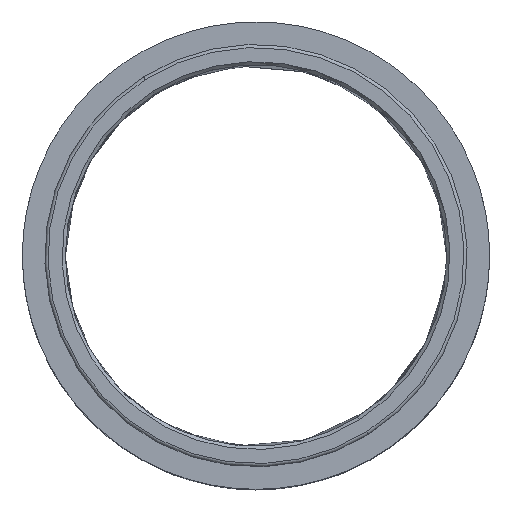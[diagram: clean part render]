
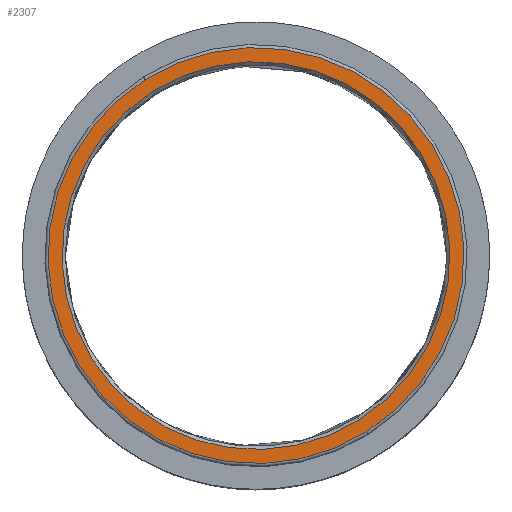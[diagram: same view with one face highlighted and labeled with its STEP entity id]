
A CAD part, top view. The second image highlights one B-rep face of the part: STEP entity #2307.
In plain terms, the highlighted planar face has unit normal (0, 0, 1).
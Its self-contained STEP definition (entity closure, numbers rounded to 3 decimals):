
#551 = VERTEX_POINT ( 'NONE', #17788 ) ;
#635 = CARTESIAN_POINT ( 'NONE',  ( 324.841, -516.313, 1250. ) ) ;
#712 = DIRECTION ( 'NONE',  ( 1., 0., 0. ) ) ;
#2307 = ADVANCED_FACE ( 'NONE', ( #7451, #3703 ), #10660, .T. ) ;
#2604 = VERTEX_POINT ( 'NONE', #17689 ) ;
#3703 = FACE_OUTER_BOUND ( 'NONE', #18009, .T. ) ;
#4064 = ORIENTED_EDGE ( 'NONE', *, *, #15570, .F. ) ;
#4585 = CIRCLE ( 'NONE', #22080, 610. ) ;
#5190 = CARTESIAN_POINT ( 'NONE',  ( 0., 0., 1250. ) ) ;
#5447 = DIRECTION ( 'NONE',  ( -0.533, 0.846, 0. ) ) ;
#5739 = CARTESIAN_POINT ( 'NONE',  ( 0., 0., 1250. ) ) ;
#5748 = AXIS2_PLACEMENT_3D ( 'NONE', #21872, #14570, #7836 ) ;
#6595 = CARTESIAN_POINT ( 'NONE',  ( 0., 0., 1250. ) ) ;
#7451 = FACE_BOUND ( 'NONE', #15181, .T. ) ;
#7784 = DIRECTION ( 'NONE',  ( 0., 0., 1. ) ) ;
#7836 = DIRECTION ( 'NONE',  ( -0.533, 0.846, 0. ) ) ;
#10011 = CARTESIAN_POINT ( 'NONE',  ( 0., 0., 1250. ) ) ;
#10547 = EDGE_CURVE ( 'NONE', #20165, #2604, #4585, .T. ) ;
#10660 = PLANE ( 'NONE',  #20948 ) ;
#11671 = VERTEX_POINT ( 'NONE', #13384 ) ;
#12076 = DIRECTION ( 'NONE',  ( 0., 0., -1. ) ) ;
#12291 = DIRECTION ( 'NONE',  ( 0., 0., -1. ) ) ;
#12666 = ORIENTED_EDGE ( 'NONE', *, *, #17037, .T. ) ;
#13384 = CARTESIAN_POINT ( 'NONE',  ( -348.431, 553.809, 1250. ) ) ;
#13705 = CIRCLE ( 'NONE', #19180, 654.3 ) ;
#13965 = DIRECTION ( 'NONE',  ( -0.533, 0.846, 0. ) ) ;
#14441 = EDGE_CURVE ( 'NONE', #11671, #551, #13705, .T. ) ;
#14570 = DIRECTION ( 'NONE',  ( 0., 0., -1. ) ) ;
#14844 = AXIS2_PLACEMENT_3D ( 'NONE', #6595, #12076, #5447 ) ;
#15181 = EDGE_LOOP ( 'NONE', ( #20692, #12666 ) ) ;
#15570 = EDGE_CURVE ( 'NONE', #551, #11671, #22533, .T. ) ;
#15610 = DIRECTION ( 'NONE',  ( -0.533, 0.846, 0. ) ) ;
#17037 = EDGE_CURVE ( 'NONE', #2604, #20165, #17420, .T. ) ;
#17325 = ORIENTED_EDGE ( 'NONE', *, *, #14441, .F. ) ;
#17420 = CIRCLE ( 'NONE', #14844, 610. ) ;
#17689 = CARTESIAN_POINT ( 'NONE',  ( -324.841, 516.313, 1250. ) ) ;
#17788 = CARTESIAN_POINT ( 'NONE',  ( 348.431, -553.809, 1250. ) ) ;
#18009 = EDGE_LOOP ( 'NONE', ( #17325, #4064 ) ) ;
#19180 = AXIS2_PLACEMENT_3D ( 'NONE', #5190, #22301, #13965 ) ;
#20165 = VERTEX_POINT ( 'NONE', #635 ) ;
#20692 = ORIENTED_EDGE ( 'NONE', *, *, #10547, .T. ) ;
#20948 = AXIS2_PLACEMENT_3D ( 'NONE', #5739, #7784, #712 ) ;
#21872 = CARTESIAN_POINT ( 'NONE',  ( 0., 0., 1250. ) ) ;
#22080 = AXIS2_PLACEMENT_3D ( 'NONE', #10011, #12291, #15610 ) ;
#22301 = DIRECTION ( 'NONE',  ( 0., 0., -1. ) ) ;
#22533 = CIRCLE ( 'NONE', #5748, 654.3 ) ;
